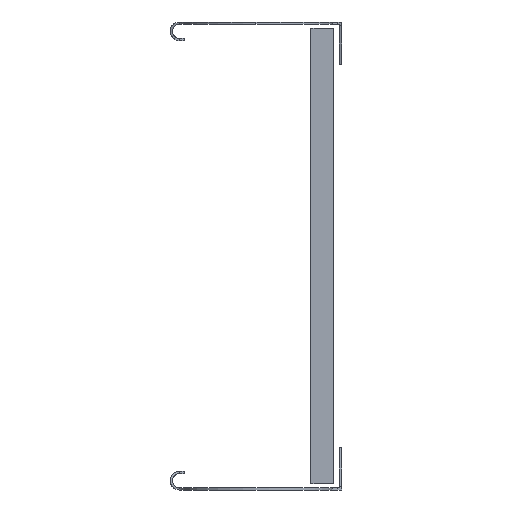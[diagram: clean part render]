
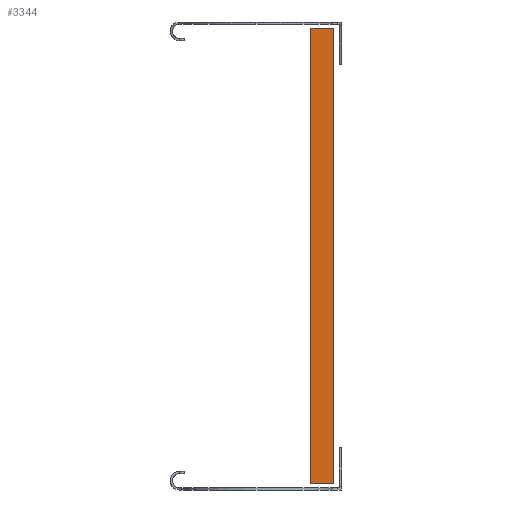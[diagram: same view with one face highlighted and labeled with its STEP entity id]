
A CAD part, left-side view. The second image highlights one B-rep face of the part: STEP entity #3344.
In plain terms, the highlighted planar face has unit normal (-1, 0, 0).
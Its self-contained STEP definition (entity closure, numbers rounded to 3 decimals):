
#110 = ORIENTED_EDGE ( 'NONE', *, *, #1723, .F. ) ;
#166 = FACE_OUTER_BOUND ( 'NONE', #2775, .T. ) ;
#168 = CARTESIAN_POINT ( 'NONE',  ( -15., 15., 146. ) ) ;
#187 = CARTESIAN_POINT ( 'NONE',  ( -15., 0., 146. ) ) ;
#266 = ORIENTED_EDGE ( 'NONE', *, *, #1571, .F. ) ;
#451 = VERTEX_POINT ( 'NONE', #187 ) ;
#502 = PLANE ( 'NONE',  #4390 ) ;
#507 = VERTEX_POINT ( 'NONE', #2350 ) ;
#584 = LINE ( 'NONE', #3424, #4017 ) ;
#609 = VERTEX_POINT ( 'NONE', #3779 ) ;
#676 = ORIENTED_EDGE ( 'NONE', *, *, #3980, .F. ) ;
#758 = VECTOR ( 'NONE', #4579, 1000. ) ;
#793 = CARTESIAN_POINT ( 'NONE',  ( -15., 3., -146. ) ) ;
#825 = DIRECTION ( 'NONE',  ( 0., -1., 0. ) ) ;
#914 = DIRECTION ( 'NONE',  ( 0., 0., 1. ) ) ;
#980 = DIRECTION ( 'NONE',  ( 0., 1., 0. ) ) ;
#1123 = ORIENTED_EDGE ( 'NONE', *, *, #2046, .T. ) ;
#1191 = CARTESIAN_POINT ( 'NONE',  ( -15., 12., 146. ) ) ;
#1286 = VERTEX_POINT ( 'NONE', #168 ) ;
#1393 = VECTOR ( 'NONE', #2941, 1000. ) ;
#1413 = LINE ( 'NONE', #2699, #1393 ) ;
#1571 = EDGE_CURVE ( 'NONE', #1974, #451, #1846, .T. ) ;
#1660 = VECTOR ( 'NONE', #980, 1000. ) ;
#1665 = LINE ( 'NONE', #793, #1660 ) ;
#1685 = CARTESIAN_POINT ( 'NONE',  ( -15., 12., -146. ) ) ;
#1723 = EDGE_CURVE ( 'NONE', #609, #2460, #1665, .T. ) ;
#1763 = LINE ( 'NONE', #4676, #758 ) ;
#1764 = DIRECTION ( 'NONE',  ( 0., 0., -1. ) ) ;
#1841 = VECTOR ( 'NONE', #3624, 1000. ) ;
#1846 = LINE ( 'NONE', #4013, #1841 ) ;
#1974 = VERTEX_POINT ( 'NONE', #3371 ) ;
#2004 = CARTESIAN_POINT ( 'NONE',  ( -15., 0., -146. ) ) ;
#2018 = ORIENTED_EDGE ( 'NONE', *, *, #3046, .T. ) ;
#2046 = EDGE_CURVE ( 'NONE', #2213, #1286, #1413, .T. ) ;
#2057 = VECTOR ( 'NONE', #4170, 1000. ) ;
#2213 = VERTEX_POINT ( 'NONE', #1191 ) ;
#2214 = ORIENTED_EDGE ( 'NONE', *, *, #4647, .F. ) ;
#2331 = LINE ( 'NONE', #3944, #2057 ) ;
#2350 = CARTESIAN_POINT ( 'NONE',  ( -15., 0., -146. ) ) ;
#2460 = VERTEX_POINT ( 'NONE', #1685 ) ;
#2492 = ORIENTED_EDGE ( 'NONE', *, *, #3097, .T. ) ;
#2699 = CARTESIAN_POINT ( 'NONE',  ( -15., 15., 146. ) ) ;
#2775 = EDGE_LOOP ( 'NONE', ( #3612, #1123, #2214, #676, #110, #2492, #2018, #266 ) ) ;
#2941 = DIRECTION ( 'NONE',  ( 0., 1., 0. ) ) ;
#3046 = EDGE_CURVE ( 'NONE', #507, #451, #4640, .T. ) ;
#3097 = EDGE_CURVE ( 'NONE', #609, #507, #3671, .T. ) ;
#3344 = ADVANCED_FACE ( 'NONE', ( #166 ), #502, .F. ) ;
#3371 = CARTESIAN_POINT ( 'NONE',  ( -15., 3., 146. ) ) ;
#3411 = DIRECTION ( 'NONE',  ( 0., 1., 0. ) ) ;
#3424 = CARTESIAN_POINT ( 'NONE',  ( -15., 3., 146. ) ) ;
#3555 = CARTESIAN_POINT ( 'NONE',  ( -15., 15., -146. ) ) ;
#3612 = ORIENTED_EDGE ( 'NONE', *, *, #3978, .T. ) ;
#3624 = DIRECTION ( 'NONE',  ( 0., -1., 0. ) ) ;
#3671 = LINE ( 'NONE', #4104, #4562 ) ;
#3693 = VERTEX_POINT ( 'NONE', #3555 ) ;
#3779 = CARTESIAN_POINT ( 'NONE',  ( -15., 3., -146. ) ) ;
#3944 = CARTESIAN_POINT ( 'NONE',  ( -15., 3., -146. ) ) ;
#3948 = CARTESIAN_POINT ( 'NONE',  ( -15., 3., -146. ) ) ;
#3978 = EDGE_CURVE ( 'NONE', #1974, #2213, #584, .T. ) ;
#3980 = EDGE_CURVE ( 'NONE', #2460, #3693, #2331, .T. ) ;
#4013 = CARTESIAN_POINT ( 'NONE',  ( -15., 3., 146. ) ) ;
#4017 = VECTOR ( 'NONE', #3411, 1000. ) ;
#4038 = DIRECTION ( 'NONE',  ( 1., 0., 0. ) ) ;
#4104 = CARTESIAN_POINT ( 'NONE',  ( -15., 0., -146. ) ) ;
#4170 = DIRECTION ( 'NONE',  ( 0., 1., 0. ) ) ;
#4292 = VECTOR ( 'NONE', #914, 1000. ) ;
#4390 = AXIS2_PLACEMENT_3D ( 'NONE', #3948, #4038, #1764 ) ;
#4562 = VECTOR ( 'NONE', #825, 1000. ) ;
#4579 = DIRECTION ( 'NONE',  ( 0., 0., 1. ) ) ;
#4640 = LINE ( 'NONE', #2004, #4292 ) ;
#4647 = EDGE_CURVE ( 'NONE', #3693, #1286, #1763, .T. ) ;
#4676 = CARTESIAN_POINT ( 'NONE',  ( -15., 15., -146. ) ) ;
